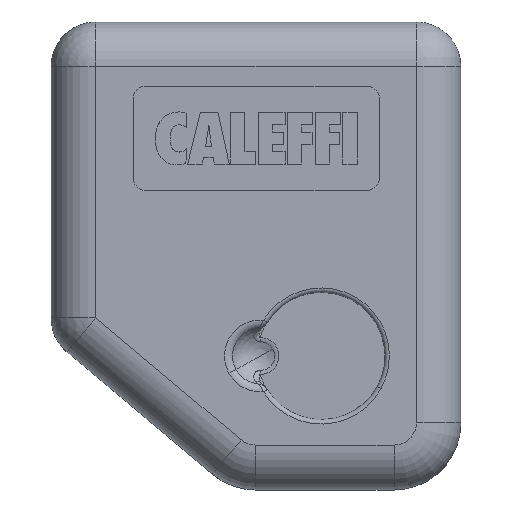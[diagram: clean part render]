
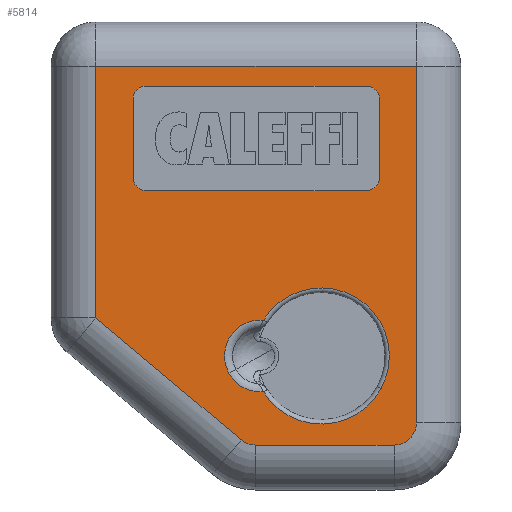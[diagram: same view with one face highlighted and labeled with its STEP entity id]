
A CAD part, top view. The second image highlights one B-rep face of the part: STEP entity #5814.
In plain terms, the highlighted planar face has unit normal (0, 0, 1).
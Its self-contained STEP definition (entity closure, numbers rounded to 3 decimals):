
#5437=CARTESIAN_POINT('Vertex',(40.,25.,30.)) ;
#5440=CARTESIAN_POINT('Line Origine',(40.,-17.5,30.)) ;
#5444=CARTESIAN_POINT('Vertex',(40.,-55.,30.)) ;
#5484=CARTESIAN_POINT('Vertex',(-32.,25.,30.)) ;
#5487=CARTESIAN_POINT('Line Origine',(4.,25.,30.)) ;
#5524=CARTESIAN_POINT('Vertex',(-32.,-31.425,30.)) ;
#5527=CARTESIAN_POINT('Line Origine',(-32.,-12.5,30.)) ;
#5598=CARTESIAN_POINT('Vertex',(0.661,-58.83,30.)) ;
#5601=CARTESIAN_POINT('Line Origine',(-10.7,-49.297,30.)) ;
#5622=CARTESIAN_POINT('Vertex',(3.875,-60.,30.)) ;
#5625=CARTESIAN_POINT('Axis2P3D Location',(3.875,-55.,30.)) ;
#5646=CARTESIAN_POINT('Vertex',(35.,-60.,30.)) ;
#5649=CARTESIAN_POINT('Line Origine',(4.,-60.,30.)) ;
#5666=CARTESIAN_POINT('Axis2P3D Location',(35.,-55.,30.)) ;
#5678=CARTESIAN_POINT('Axis2P3D Location',(0.,0.,30.)) ;
#5692=CARTESIAN_POINT('Line Origine',(31.735,8.85,30.)) ;
#5696=CARTESIAN_POINT('Vertex',(31.735,0.1,30.)) ;
#5698=CARTESIAN_POINT('Vertex',(31.735,17.6,30.)) ;
#5701=CARTESIAN_POINT('Axis2P3D Location',(28.735,0.1,30.)) ;
#5705=CARTESIAN_POINT('Vertex',(28.735,-2.9,30.)) ;
#5708=CARTESIAN_POINT('Line Origine',(4.068,-2.9,30.)) ;
#5712=CARTESIAN_POINT('Vertex',(-20.6,-2.9,30.)) ;
#5715=CARTESIAN_POINT('Axis2P3D Location',(-20.6,0.1,30.)) ;
#5719=CARTESIAN_POINT('Vertex',(-23.6,0.1,30.)) ;
#5722=CARTESIAN_POINT('Line Origine',(-23.6,8.85,30.)) ;
#5726=CARTESIAN_POINT('Vertex',(-23.6,17.6,30.)) ;
#5729=CARTESIAN_POINT('Axis2P3D Location',(-20.6,17.6,30.)) ;
#5733=CARTESIAN_POINT('Vertex',(-20.6,20.6,30.)) ;
#5736=CARTESIAN_POINT('Line Origine',(4.068,20.6,30.)) ;
#5740=CARTESIAN_POINT('Vertex',(28.735,20.6,30.)) ;
#5743=CARTESIAN_POINT('Axis2P3D Location',(28.735,17.6,30.)) ;
#5758=CARTESIAN_POINT('Axis2P3D Location',(18.662,-40.,30.)) ;
#5762=CARTESIAN_POINT('Vertex',(5.676,-48.055,30.)) ;
#5764=CARTESIAN_POINT('Vertex',(32.072,-47.326,30.)) ;
#5768=CARTESIAN_POINT('Control Point',(5.676,-48.055,30.)) ;
#5769=CARTESIAN_POINT('Control Point',(5.673,-48.051,30.)) ;
#5770=CARTESIAN_POINT('Control Point',(5.671,-48.047,30.)) ;
#5771=CARTESIAN_POINT('Control Point',(5.669,-48.043,30.)) ;
#5772=CARTESIAN_POINT('Control Point',(5.666,-48.039,30.)) ;
#5773=CARTESIAN_POINT('Control Point',(5.664,-48.035,30.)) ;
#5774=CARTESIAN_POINT('Vertex',(5.664,-48.035,30.)) ;
#5777=CARTESIAN_POINT('Axis2P3D Location',(5.,-40.,30.)) ;
#5781=CARTESIAN_POINT('Vertex',(-2.075,-43.865,30.)) ;
#5784=CARTESIAN_POINT('Axis2P3D Location',(5.,-40.,30.)) ;
#5788=CARTESIAN_POINT('Vertex',(5.664,-31.965,30.)) ;
#5792=CARTESIAN_POINT('Control Point',(5.676,-31.945,30.)) ;
#5793=CARTESIAN_POINT('Control Point',(5.673,-31.949,30.)) ;
#5794=CARTESIAN_POINT('Control Point',(5.671,-31.953,30.)) ;
#5795=CARTESIAN_POINT('Control Point',(5.669,-31.957,30.)) ;
#5796=CARTESIAN_POINT('Control Point',(5.666,-31.961,30.)) ;
#5797=CARTESIAN_POINT('Control Point',(5.664,-31.965,30.)) ;
#5798=CARTESIAN_POINT('Vertex',(5.676,-31.945,30.)) ;
#5801=CARTESIAN_POINT('Axis2P3D Location',(18.662,-40.,30.)) ;
#5442=VECTOR('Line Direction',#5441,1.) ;
#5489=VECTOR('Line Direction',#5488,1.) ;
#5529=VECTOR('Line Direction',#5528,1.) ;
#5603=VECTOR('Line Direction',#5602,1.) ;
#5651=VECTOR('Line Direction',#5650,1.) ;
#5694=VECTOR('Line Direction',#5693,1.) ;
#5710=VECTOR('Line Direction',#5709,1.) ;
#5724=VECTOR('Line Direction',#5723,1.) ;
#5738=VECTOR('Line Direction',#5737,1.) ;
#5441=DIRECTION('Vector Direction',(0.,1.,0.)) ;
#5488=DIRECTION('Vector Direction',(-1.,0.,0.)) ;
#5528=DIRECTION('Vector Direction',(0.,-1.,0.)) ;
#5602=DIRECTION('Vector Direction',(-0.766,0.643,0.)) ;
#5626=DIRECTION('Axis2P3D Direction',(0.,0.,1.)) ;
#5650=DIRECTION('Vector Direction',(-1.,0.,0.)) ;
#5667=DIRECTION('Axis2P3D Direction',(-0.,0.,1.)) ;
#5679=DIRECTION('Axis2P3D Direction',(0.,0.,1.)) ;
#5680=DIRECTION('Axis2P3D XDirection',(1.,0.,0.)) ;
#5693=DIRECTION('Vector Direction',(0.,1.,0.)) ;
#5702=DIRECTION('Axis2P3D Direction',(0.,0.,1.)) ;
#5709=DIRECTION('Vector Direction',(-1.,0.,0.)) ;
#5716=DIRECTION('Axis2P3D Direction',(0.,0.,1.)) ;
#5723=DIRECTION('Vector Direction',(0.,-1.,0.)) ;
#5730=DIRECTION('Axis2P3D Direction',(0.,0.,1.)) ;
#5737=DIRECTION('Vector Direction',(1.,0.,0.)) ;
#5744=DIRECTION('Axis2P3D Direction',(0.,0.,1.)) ;
#5759=DIRECTION('Axis2P3D Direction',(0.,0.,1.)) ;
#5778=DIRECTION('Axis2P3D Direction',(0.,0.,1.)) ;
#5785=DIRECTION('Axis2P3D Direction',(0.,0.,1.)) ;
#5802=DIRECTION('Axis2P3D Direction',(0.,0.,1.)) ;
#5627=AXIS2_PLACEMENT_3D('Circle Axis2P3D',#5625,#5626,$) ;
#5668=AXIS2_PLACEMENT_3D('Circle Axis2P3D',#5666,#5667,$) ;
#5681=AXIS2_PLACEMENT_3D('Plane Axis2P3D',#5678,#5679,#5680) ;
#5703=AXIS2_PLACEMENT_3D('Circle Axis2P3D',#5701,#5702,$) ;
#5717=AXIS2_PLACEMENT_3D('Circle Axis2P3D',#5715,#5716,$) ;
#5731=AXIS2_PLACEMENT_3D('Circle Axis2P3D',#5729,#5730,$) ;
#5745=AXIS2_PLACEMENT_3D('Circle Axis2P3D',#5743,#5744,$) ;
#5760=AXIS2_PLACEMENT_3D('Circle Axis2P3D',#5758,#5759,$) ;
#5779=AXIS2_PLACEMENT_3D('Circle Axis2P3D',#5777,#5778,$) ;
#5786=AXIS2_PLACEMENT_3D('Circle Axis2P3D',#5784,#5785,$) ;
#5803=AXIS2_PLACEMENT_3D('Circle Axis2P3D',#5801,#5802,$) ;
#5443=LINE('Line',#5440,#5442) ;
#5490=LINE('Line',#5487,#5489) ;
#5530=LINE('Line',#5527,#5529) ;
#5604=LINE('Line',#5601,#5603) ;
#5652=LINE('Line',#5649,#5651) ;
#5695=LINE('Line',#5692,#5694) ;
#5711=LINE('Line',#5708,#5710) ;
#5725=LINE('Line',#5722,#5724) ;
#5739=LINE('Line',#5736,#5738) ;
#5628=CIRCLE('generated circle',#5627,5.) ;
#5669=CIRCLE('generated circle',#5668,5.) ;
#5704=CIRCLE('generated circle',#5703,3.) ;
#5718=CIRCLE('generated circle',#5717,3.) ;
#5732=CIRCLE('generated circle',#5731,3.) ;
#5746=CIRCLE('generated circle',#5745,3.) ;
#5761=CIRCLE('generated circle',#5760,15.281) ;
#5780=CIRCLE('generated circle',#5779,8.062) ;
#5787=CIRCLE('generated circle',#5786,8.062) ;
#5804=CIRCLE('generated circle',#5803,15.281) ;
#5682=PLANE('',#5681) ;
#5757=FACE_BOUND('',#5748,.T.) ;
#5813=FACE_BOUND('',#5806,.T.) ;
#5446=EDGE_CURVE('',#5445,#5438,#5443,.T.) ;
#5491=EDGE_CURVE('',#5438,#5485,#5490,.T.) ;
#5531=EDGE_CURVE('',#5485,#5525,#5530,.T.) ;
#5605=EDGE_CURVE('',#5525,#5599,#5604,.F.) ;
#5629=EDGE_CURVE('',#5599,#5623,#5628,.T.) ;
#5653=EDGE_CURVE('',#5623,#5647,#5652,.F.) ;
#5670=EDGE_CURVE('',#5647,#5445,#5669,.T.) ;
#5700=EDGE_CURVE('',#5697,#5699,#5695,.T.) ;
#5707=EDGE_CURVE('',#5706,#5697,#5704,.T.) ;
#5714=EDGE_CURVE('',#5706,#5713,#5711,.T.) ;
#5721=EDGE_CURVE('',#5720,#5713,#5718,.T.) ;
#5728=EDGE_CURVE('',#5727,#5720,#5725,.T.) ;
#5735=EDGE_CURVE('',#5734,#5727,#5732,.T.) ;
#5742=EDGE_CURVE('',#5734,#5741,#5739,.T.) ;
#5747=EDGE_CURVE('',#5699,#5741,#5746,.T.) ;
#5766=EDGE_CURVE('',#5763,#5765,#5761,.T.) ;
#5776=EDGE_CURVE('',#5763,#5775,#5767,.T.) ;
#5783=EDGE_CURVE('',#5782,#5775,#5780,.T.) ;
#5790=EDGE_CURVE('',#5789,#5782,#5787,.T.) ;
#5800=EDGE_CURVE('',#5799,#5789,#5791,.T.) ;
#5805=EDGE_CURVE('',#5765,#5799,#5804,.T.) ;
#5684=ORIENTED_EDGE('',*,*,#5670,.T.) ;
#5685=ORIENTED_EDGE('',*,*,#5446,.T.) ;
#5686=ORIENTED_EDGE('',*,*,#5491,.T.) ;
#5687=ORIENTED_EDGE('',*,*,#5531,.T.) ;
#5688=ORIENTED_EDGE('',*,*,#5605,.T.) ;
#5689=ORIENTED_EDGE('',*,*,#5629,.T.) ;
#5690=ORIENTED_EDGE('',*,*,#5653,.T.) ;
#5749=ORIENTED_EDGE('',*,*,#5700,.F.) ;
#5750=ORIENTED_EDGE('',*,*,#5707,.F.) ;
#5751=ORIENTED_EDGE('',*,*,#5714,.T.) ;
#5752=ORIENTED_EDGE('',*,*,#5721,.F.) ;
#5753=ORIENTED_EDGE('',*,*,#5728,.F.) ;
#5754=ORIENTED_EDGE('',*,*,#5735,.F.) ;
#5755=ORIENTED_EDGE('',*,*,#5742,.T.) ;
#5756=ORIENTED_EDGE('',*,*,#5747,.F.) ;
#5807=ORIENTED_EDGE('',*,*,#5766,.F.) ;
#5808=ORIENTED_EDGE('',*,*,#5776,.T.) ;
#5809=ORIENTED_EDGE('',*,*,#5783,.F.) ;
#5810=ORIENTED_EDGE('',*,*,#5790,.F.) ;
#5811=ORIENTED_EDGE('',*,*,#5800,.F.) ;
#5812=ORIENTED_EDGE('',*,*,#5805,.F.) ;
#5683=EDGE_LOOP('',(#5684,#5685,#5686,#5687,#5688,#5689,#5690)) ;
#5748=EDGE_LOOP('',(#5749,#5750,#5751,#5752,#5753,#5754,#5755,#5756)) ;
#5806=EDGE_LOOP('',(#5807,#5808,#5809,#5810,#5811,#5812)) ;
#5438=VERTEX_POINT('',#5437) ;
#5445=VERTEX_POINT('',#5444) ;
#5485=VERTEX_POINT('',#5484) ;
#5525=VERTEX_POINT('',#5524) ;
#5599=VERTEX_POINT('',#5598) ;
#5623=VERTEX_POINT('',#5622) ;
#5647=VERTEX_POINT('',#5646) ;
#5697=VERTEX_POINT('',#5696) ;
#5699=VERTEX_POINT('',#5698) ;
#5706=VERTEX_POINT('',#5705) ;
#5713=VERTEX_POINT('',#5712) ;
#5720=VERTEX_POINT('',#5719) ;
#5727=VERTEX_POINT('',#5726) ;
#5734=VERTEX_POINT('',#5733) ;
#5741=VERTEX_POINT('',#5740) ;
#5763=VERTEX_POINT('',#5762) ;
#5765=VERTEX_POINT('',#5764) ;
#5775=VERTEX_POINT('',#5774) ;
#5782=VERTEX_POINT('',#5781) ;
#5789=VERTEX_POINT('',#5788) ;
#5799=VERTEX_POINT('',#5798) ;
#5814=ADVANCED_FACE('CBN12814 - TST',(#5691,#5757,#5813),#5682,.T.) ;
#5767=B_SPLINE_CURVE_WITH_KNOTS('',5,(#5768,#5769,#5770,#5771,#5772,#5773),.UNSPECIFIED.,.F.,.U.,(6,6),(3.758,3.804),.UNSPECIFIED.) ;
#5791=B_SPLINE_CURVE_WITH_KNOTS('',5,(#5792,#5793,#5794,#5795,#5796,#5797),.UNSPECIFIED.,.F.,.U.,(6,6),(3.758,3.804),.UNSPECIFIED.) ;
#5691=FACE_OUTER_BOUND('',#5683,.T.) ;
